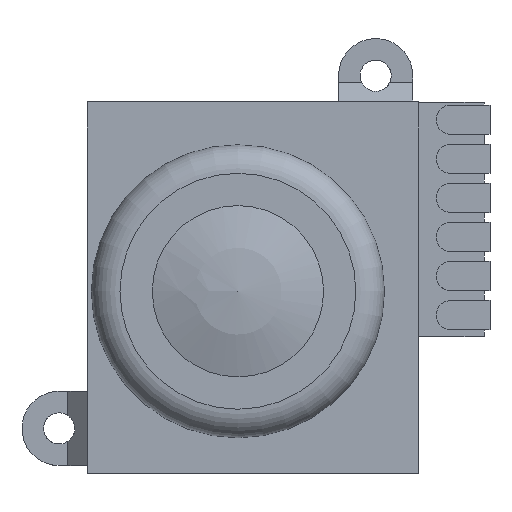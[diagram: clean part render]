
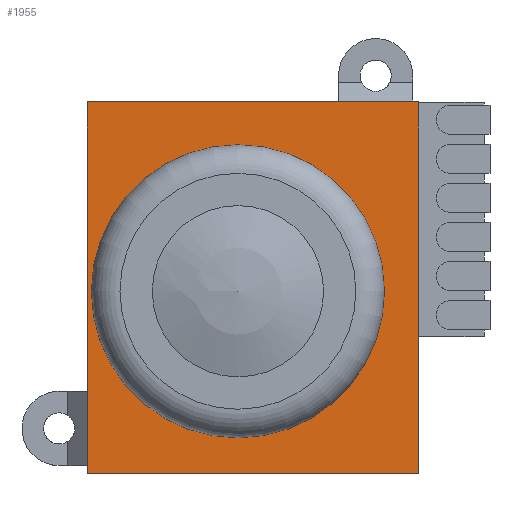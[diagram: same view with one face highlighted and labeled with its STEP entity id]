
A CAD part, top view. The second image highlights one B-rep face of the part: STEP entity #1955.
In plain terms, the highlighted planar face has unit normal (0, 0, 1).
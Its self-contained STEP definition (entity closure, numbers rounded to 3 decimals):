
#21=FACE_BOUND('',#267,.T.);
#44=CIRCLE('',#2014,4.631);
#166=FACE_OUTER_BOUND('',#266,.T.);
#266=EDGE_LOOP('',(#1714,#1715,#1716,#1717));
#267=EDGE_LOOP('',(#1718));
#477=LINE('',#3111,#709);
#495=LINE('',#3155,#727);
#497=LINE('',#3159,#729);
#499=LINE('',#3162,#731);
#709=VECTOR('',#2535,10.);
#727=VECTOR('',#2583,10.);
#729=VECTOR('',#2587,10.);
#731=VECTOR('',#2591,10.);
#843=VERTEX_POINT('',#2911);
#898=VERTEX_POINT('',#3108);
#899=VERTEX_POINT('',#3110);
#910=VERTEX_POINT('',#3154);
#911=VERTEX_POINT('',#3158);
#1057=EDGE_CURVE('',#843,#843,#44,.T.);
#1154=EDGE_CURVE('',#899,#898,#477,.T.);
#1176=EDGE_CURVE('',#910,#899,#495,.T.);
#1178=EDGE_CURVE('',#911,#910,#497,.T.);
#1180=EDGE_CURVE('',#898,#911,#499,.T.);
#1714=ORIENTED_EDGE('',*,*,#1180,.T.);
#1715=ORIENTED_EDGE('',*,*,#1178,.T.);
#1716=ORIENTED_EDGE('',*,*,#1176,.T.);
#1717=ORIENTED_EDGE('',*,*,#1154,.T.);
#1718=ORIENTED_EDGE('',*,*,#1057,.T.);
#1797=PLANE('',#2099);
#1955=ADVANCED_FACE('',(#166,#21),#1797,.T.);
#2014=AXIS2_PLACEMENT_3D('',#2913,#2325,#2326);
#2099=AXIS2_PLACEMENT_3D('',#3163,#2592,#2593);
#2325=DIRECTION('center_axis',(0.,0.,
-1.));
#2326=DIRECTION('ref_axis',(1.,0.,0.));
#2535=DIRECTION('',(0.,1.,0.));
#2583=DIRECTION('',(1.,0.,0.));
#2587=DIRECTION('',(0.,-1.,0.));
#2591=DIRECTION('',(-1.,0.,0.));
#2592=DIRECTION('center_axis',(0.,0.,1.));
#2593=DIRECTION('ref_axis',(1.,0.,0.));
#2911=CARTESIAN_POINT('',(13.781,7.,5.2));
#2913=CARTESIAN_POINT('Origin',(9.15,7.,5.2));
#3108=CARTESIAN_POINT('',(18.4,16.7,5.2));
#3110=CARTESIAN_POINT('',(18.4,-2.3,5.2));
#3111=CARTESIAN_POINT('',(18.4,16.7,5.2));
#3154=CARTESIAN_POINT('',(1.45,-2.3,5.2));
#3155=CARTESIAN_POINT('',(18.4,-2.3,5.2));
#3158=CARTESIAN_POINT('',(1.45,16.7,5.2));
#3159=CARTESIAN_POINT('',(1.45,-2.3,5.2));
#3162=CARTESIAN_POINT('',(1.45,16.7,5.2));
#3163=CARTESIAN_POINT('Origin',(9.925,7.2,5.2));
